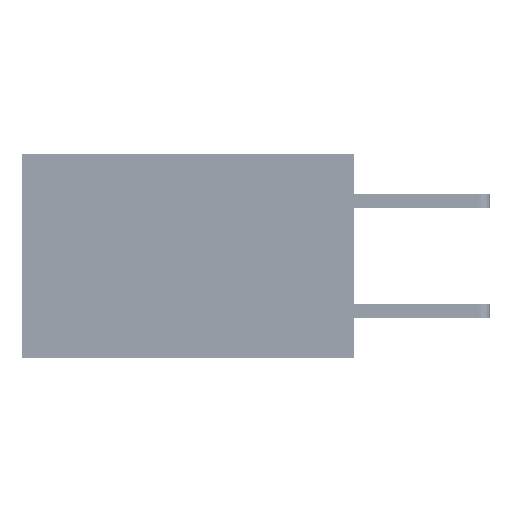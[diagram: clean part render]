
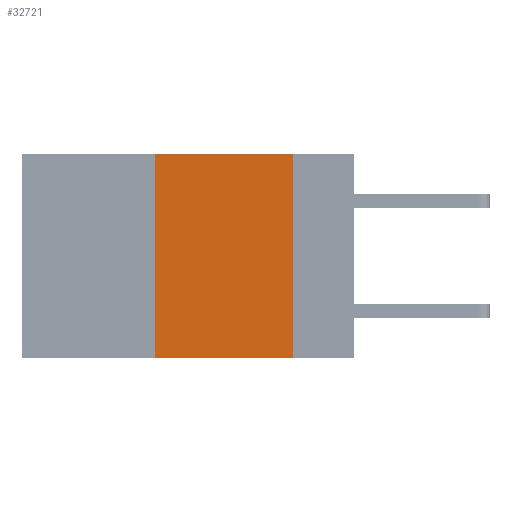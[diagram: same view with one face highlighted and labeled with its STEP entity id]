
A CAD part, left-side view. The second image highlights one B-rep face of the part: STEP entity #32721.
In plain terms, the highlighted planar face has unit normal (-1, 0, 0).
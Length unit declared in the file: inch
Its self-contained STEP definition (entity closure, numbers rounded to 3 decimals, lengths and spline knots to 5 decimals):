
#667 = CARTESIAN_POINT ( 'NONE',  ( 0., 0.6, 0. ) ) ;
#1699 = EDGE_CURVE ( 'NONE', #23331, #31430, #20288, .T. ) ;
#3324 = DIRECTION ( 'NONE',  ( 1., 0., 0. ) ) ;
#3711 = PLANE ( 'NONE',  #23093 ) ;
#5079 = ORIENTED_EDGE ( 'NONE', *, *, #11146, .F. ) ;
#6383 = VECTOR ( 'NONE', #33156, 39.37008 ) ;
#6514 = CARTESIAN_POINT ( 'NONE',  ( 0., 0.36, 0. ) ) ;
#6602 = EDGE_CURVE ( 'NONE', #38210, #31430, #30171, .T. ) ;
#10819 = ORIENTED_EDGE ( 'NONE', *, *, #6602, .F. ) ;
#11146 = EDGE_CURVE ( 'NONE', #16554, #38210, #34084, .T. ) ;
#11597 = DIRECTION ( 'NONE',  ( 0., -1., 0. ) ) ;
#12079 = EDGE_LOOP ( 'NONE', ( #10819, #5079, #37827, #21829 ) ) ;
#15747 = CARTESIAN_POINT ( 'NONE',  ( 0., 0.11, 0. ) ) ;
#16554 = VERTEX_POINT ( 'NONE', #6514 ) ;
#17896 = CARTESIAN_POINT ( 'NONE',  ( 0., 0.6, -0.37 ) ) ;
#19591 = EDGE_CURVE ( 'NONE', #23331, #16554, #33980, .T. ) ;
#19894 = VECTOR ( 'NONE', #33701, 39.37008 ) ;
#20288 = LINE ( 'NONE', #17896, #27167 ) ;
#21829 = ORIENTED_EDGE ( 'NONE', *, *, #1699, .T. ) ;
#22349 = DIRECTION ( 'NONE',  ( 0., 0., -1. ) ) ;
#23093 = AXIS2_PLACEMENT_3D ( 'NONE', #667, #3324, #22349 ) ;
#23223 = FACE_OUTER_BOUND ( 'NONE', #12079, .T. ) ;
#23331 = VERTEX_POINT ( 'NONE', #25026 ) ;
#25026 = CARTESIAN_POINT ( 'NONE',  ( 0., 0.36, -0.37 ) ) ;
#26937 = CARTESIAN_POINT ( 'NONE',  ( 0., 0.11, 0. ) ) ;
#27167 = VECTOR ( 'NONE', #11597, 39.37008 ) ;
#30171 = LINE ( 'NONE', #26937, #19894 ) ;
#30535 = CARTESIAN_POINT ( 'NONE',  ( 0., 0.11, -0.37 ) ) ;
#31430 = VERTEX_POINT ( 'NONE', #30535 ) ;
#32721 = ADVANCED_FACE ( 'NONE', ( #23223 ), #3711, .F. ) ;
#33156 = DIRECTION ( 'NONE',  ( 0., -1., 0. ) ) ;
#33701 = DIRECTION ( 'NONE',  ( 0., 0., -1. ) ) ;
#33980 = LINE ( 'NONE', #36374, #35951 ) ;
#34084 = LINE ( 'NONE', #35874, #6383 ) ;
#35874 = CARTESIAN_POINT ( 'NONE',  ( 0., 0.6, 0. ) ) ;
#35951 = VECTOR ( 'NONE', #36503, 39.37008 ) ;
#36374 = CARTESIAN_POINT ( 'NONE',  ( 0., 0.36, 0. ) ) ;
#36503 = DIRECTION ( 'NONE',  ( 0., 0., 1. ) ) ;
#37827 = ORIENTED_EDGE ( 'NONE', *, *, #19591, .F. ) ;
#38210 = VERTEX_POINT ( 'NONE', #15747 ) ;
